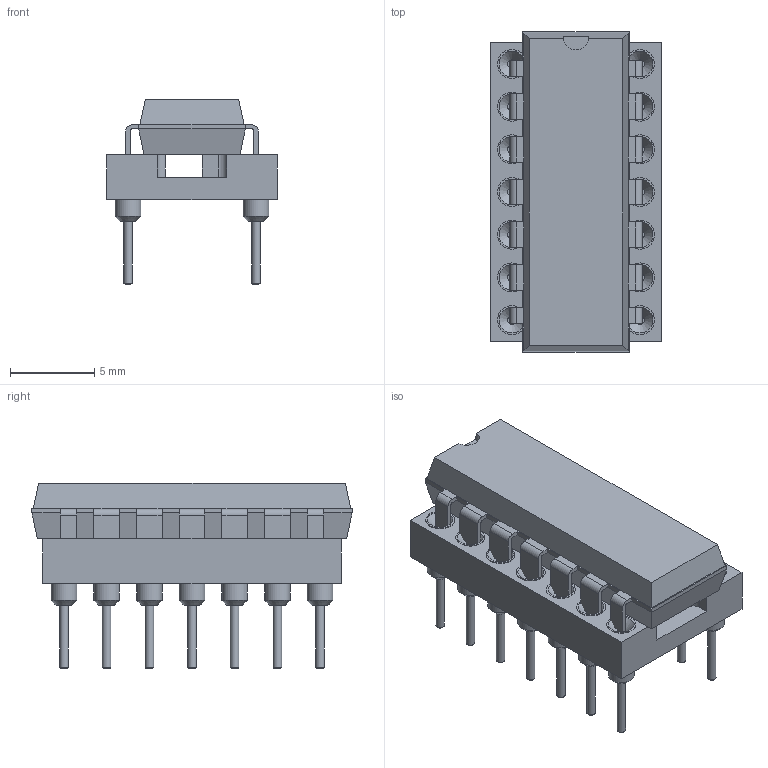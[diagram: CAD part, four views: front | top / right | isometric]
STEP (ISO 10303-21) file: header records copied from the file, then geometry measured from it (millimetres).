
FILE_DESCRIPTION(('FreeCAD Model'),'2;1');
FILE_NAME('DIP-14_with_socket.step','2019-01-20T21:26:53',('Author'),(''), 'Open CASCADE STEP processor 7.2','FreeCAD','Unknown');
FILE_SCHEMA(('AUTOMOTIVE_DESIGN_CC2 { 1 2 10303 214 -1 1 5 4 }'));
Length unit declared in the file: millimetre
Products named in the file (2): DIP_14_W762mm_Socket; DIP-14_W7.62mm
Bounding box: 10.16 x 19.05 x 11.06 mm (x, y, z)
Volume: 740.1 mm3; surface area: 1281.7 mm2
Topology: 2 solids, 2 shells, 457 faces, 1058 edges, 673 vertices
Faces by surface type: plane 292, cylinder 97, cone 42, bspline 26
Full cylindrical faces by diameter (mm): 0.508 x28, 1.524 x14, 1.724 x14
Entity records: 16317 total; most frequent: CARTESIAN_POINT 2583, DIRECTION 2155, ORIENTED_EDGE 2116, EDGE_CURVE 1058, LINE 787, VECTOR 787, AXIS2_PLACEMENT_3D 684, VERTEX_POINT 673
